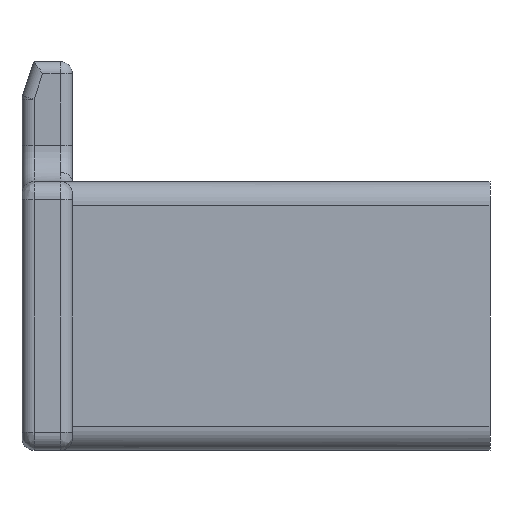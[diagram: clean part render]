
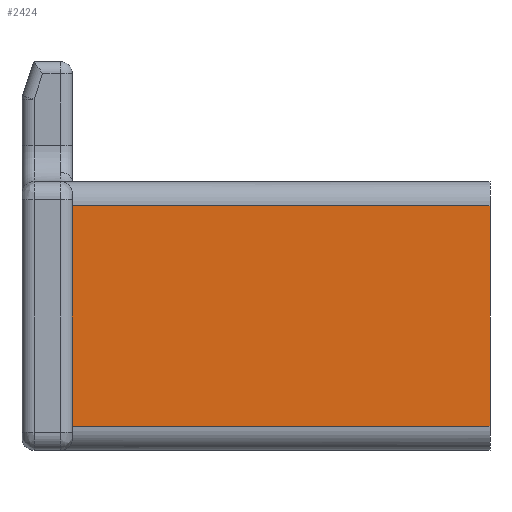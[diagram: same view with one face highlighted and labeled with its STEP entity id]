
A CAD part, left-side view. The second image highlights one B-rep face of the part: STEP entity #2424.
In plain terms, the highlighted planar face has unit normal (-1, 0, 0).
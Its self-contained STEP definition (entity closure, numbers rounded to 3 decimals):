
#66=PLANE('',#2641);
#222=LINE('',#3869,#493);
#231=LINE('',#3895,#502);
#232=LINE('',#3898,#503);
#265=LINE('',#3965,#536);
#493=VECTOR('',#3054,10.);
#502=VECTOR('',#3087,10.);
#503=VECTOR('',#3090,10.);
#536=VECTOR('',#3127,10.);
#775=FACE_OUTER_BOUND('',#916,.T.);
#916=EDGE_LOOP('',(#2028,#2029,#2030,#2031));
#1166=VERTEX_POINT('',#3866);
#1167=VERTEX_POINT('',#3868);
#1172=VERTEX_POINT('',#3893);
#1173=VERTEX_POINT('',#3897);
#1454=EDGE_CURVE('',#1166,#1167,#222,.T.);
#1467=EDGE_CURVE('',#1167,#1172,#231,.T.);
#1468=EDGE_CURVE('',#1173,#1172,#232,.T.);
#1502=EDGE_CURVE('',#1173,#1166,#265,.T.);
#2028=ORIENTED_EDGE('',*,*,#1467,.F.);
#2029=ORIENTED_EDGE('',*,*,#1454,.F.);
#2030=ORIENTED_EDGE('',*,*,#1502,.F.);
#2031=ORIENTED_EDGE('',*,*,#1468,.T.);
#2424=ADVANCED_FACE('',(#775),#66,.T.);
#2641=AXIS2_PLACEMENT_3D('',#3964,#3125,#3126);
#3054=DIRECTION('',(0.,0.,1.));
#3087=DIRECTION('',(0.,-1.,0.));
#3090=DIRECTION('',(0.,0.,1.));
#3125=DIRECTION('center_axis',(-1.,0.,0.));
#3126=DIRECTION('ref_axis',(0.,0.,1.));
#3127=DIRECTION('',(0.,1.,0.));
#3866=CARTESIAN_POINT('',(0.,17.4,-4.6));
#3868=CARTESIAN_POINT('',(0.,17.4,4.6));
#3869=CARTESIAN_POINT('',(0.,17.4,-2.8));
#3893=CARTESIAN_POINT('',(0.,0.,4.6));
#3895=CARTESIAN_POINT('',(0.,0.,4.6));
#3897=CARTESIAN_POINT('',(0.,0.,-4.6));
#3898=CARTESIAN_POINT('',(0.,0.,-5.6));
#3964=CARTESIAN_POINT('Origin',(0.,0.,-5.6));
#3965=CARTESIAN_POINT('',(0.,0.,-4.6));
